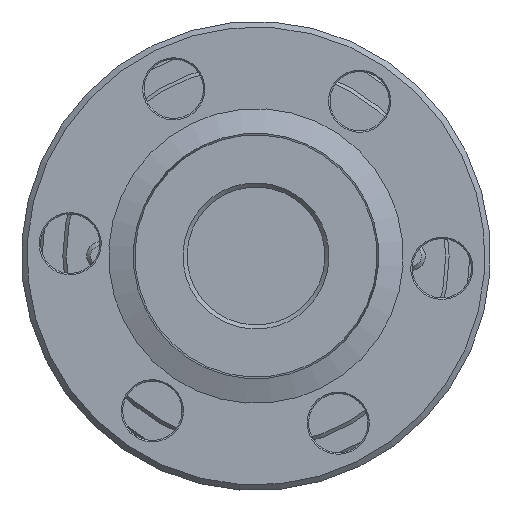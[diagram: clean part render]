
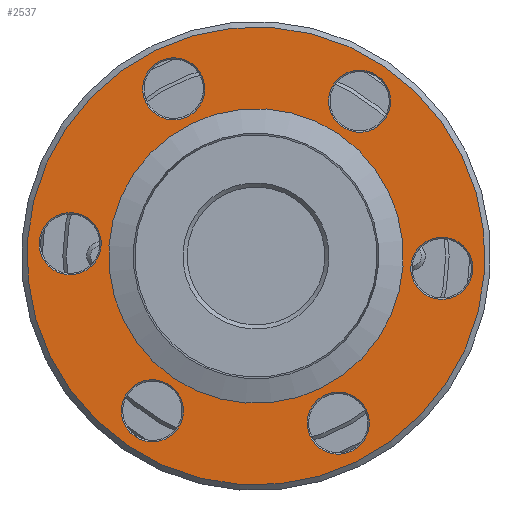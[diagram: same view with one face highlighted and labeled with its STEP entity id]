
A CAD part, front view. The second image highlights one B-rep face of the part: STEP entity #2537.
In plain terms, the highlighted planar face has unit normal (0, -1, 0).
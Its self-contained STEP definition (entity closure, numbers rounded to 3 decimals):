
#522=FACE_BOUND('',#843,.T.);
#523=FACE_BOUND('',#844,.T.);
#524=FACE_BOUND('',#845,.T.);
#525=FACE_BOUND('',#846,.T.);
#526=FACE_BOUND('',#847,.T.);
#527=FACE_BOUND('',#848,.T.);
#528=FACE_BOUND('',#849,.T.);
#658=FACE_OUTER_BOUND('',#842,.T.);
#842=EDGE_LOOP('',(#2107));
#843=EDGE_LOOP('',(#2108));
#844=EDGE_LOOP('',(#2109));
#845=EDGE_LOOP('',(#2110));
#846=EDGE_LOOP('',(#2111));
#847=EDGE_LOOP('',(#2112));
#848=EDGE_LOOP('',(#2113));
#849=EDGE_LOOP('',(#2114));
#981=CIRCLE('',#2808,16.6);
#982=CIRCLE('',#2809,2.25);
#983=CIRCLE('',#2810,10.68);
#984=CIRCLE('',#2811,2.25);
#985=CIRCLE('',#2812,2.25);
#986=CIRCLE('',#2813,2.25);
#987=CIRCLE('',#2814,2.25);
#988=CIRCLE('',#2815,2.25);
#1199=VERTEX_POINT('',#4235);
#1200=VERTEX_POINT('',#4237);
#1201=VERTEX_POINT('',#4239);
#1202=VERTEX_POINT('',#4241);
#1203=VERTEX_POINT('',#4243);
#1204=VERTEX_POINT('',#4245);
#1205=VERTEX_POINT('',#4247);
#1206=VERTEX_POINT('',#4249);
#1508=EDGE_CURVE('',#1199,#1199,#981,.T.);
#1509=EDGE_CURVE('',#1200,#1200,#982,.T.);
#1510=EDGE_CURVE('',#1201,#1201,#983,.T.);
#1511=EDGE_CURVE('',#1202,#1202,#984,.T.);
#1512=EDGE_CURVE('',#1203,#1203,#985,.T.);
#1513=EDGE_CURVE('',#1204,#1204,#986,.T.);
#1514=EDGE_CURVE('',#1205,#1205,#987,.T.);
#1515=EDGE_CURVE('',#1206,#1206,#988,.T.);
#2107=ORIENTED_EDGE('',*,*,#1508,.T.);
#2108=ORIENTED_EDGE('',*,*,#1509,.T.);
#2109=ORIENTED_EDGE('',*,*,#1510,.T.);
#2110=ORIENTED_EDGE('',*,*,#1511,.T.);
#2111=ORIENTED_EDGE('',*,*,#1512,.T.);
#2112=ORIENTED_EDGE('',*,*,#1513,.T.);
#2113=ORIENTED_EDGE('',*,*,#1514,.T.);
#2114=ORIENTED_EDGE('',*,*,#1515,.T.);
#2320=PLANE('',#2807);
#2537=ADVANCED_FACE('',(#658,#522,#523,#524,#525,#526,#527,#528),#2320,
 .F.);
#2807=AXIS2_PLACEMENT_3D('',#4234,#3473,#3474);
#2808=AXIS2_PLACEMENT_3D('',#4236,#3475,#3476);
#2809=AXIS2_PLACEMENT_3D('',#4238,#3477,#3478);
#2810=AXIS2_PLACEMENT_3D('',#4240,#3479,#3480);
#2811=AXIS2_PLACEMENT_3D('',#4242,#3481,#3482);
#2812=AXIS2_PLACEMENT_3D('',#4244,#3483,#3484);
#2813=AXIS2_PLACEMENT_3D('',#4246,#3485,#3486);
#2814=AXIS2_PLACEMENT_3D('',#4248,#3487,#3488);
#2815=AXIS2_PLACEMENT_3D('',#4250,#3489,#3490);
#3473=DIRECTION('center_axis',(0.,1.,0.));
#3474=DIRECTION('ref_axis',(-0.069,0.,-0.998));
#3475=DIRECTION('center_axis',(0.,-1.,0.));
#3476=DIRECTION('ref_axis',(-0.069,0.,-0.998));
#3477=DIRECTION('center_axis',(0.,1.,0.));
#3478=DIRECTION('ref_axis',(-0.069,0.,-0.998));
#3479=DIRECTION('center_axis',(0.,1.,0.));
#3480=DIRECTION('ref_axis',(-0.069,0.,-0.998));
#3481=DIRECTION('center_axis',(0.,1.,0.));
#3482=DIRECTION('ref_axis',(-0.069,0.,-0.998));
#3483=DIRECTION('center_axis',(0.,1.,0.));
#3484=DIRECTION('ref_axis',(-0.069,0.,-0.998));
#3485=DIRECTION('center_axis',(0.,1.,0.));
#3486=DIRECTION('ref_axis',(-0.069,0.,-0.998));
#3487=DIRECTION('center_axis',(0.,1.,0.));
#3488=DIRECTION('ref_axis',(-0.069,0.,-0.998));
#3489=DIRECTION('center_axis',(0.,1.,0.));
#3490=DIRECTION('ref_axis',(-0.069,0.,-0.998));
#4234=CARTESIAN_POINT('Origin',(0.736,-165.7,10.655));
#4235=CARTESIAN_POINT('',(1.144,-165.7,16.561));
#4236=CARTESIAN_POINT('Origin',(0.,-165.7,0.));
#4237=CARTESIAN_POINT('',(-15.715,-165.7,1.049));
#4238=CARTESIAN_POINT('Origin',(-13.47,-165.7,0.894));
#4239=CARTESIAN_POINT('',(0.736,-165.7,10.655));
#4240=CARTESIAN_POINT('Origin',(0.,-165.7,0.));
#4241=CARTESIAN_POINT('',(-8.206,-165.7,12.268));
#4242=CARTESIAN_POINT('Origin',(-5.961,-165.7,12.113));
#4243=CARTESIAN_POINT('',(5.265,-165.7,11.374));
#4244=CARTESIAN_POINT('Origin',(7.509,-165.7,11.219));
#4245=CARTESIAN_POINT('',(11.226,-165.7,-0.739));
#4246=CARTESIAN_POINT('Origin',(13.47,-165.7,-0.894));
#4247=CARTESIAN_POINT('',(3.717,-165.7,-11.957));
#4248=CARTESIAN_POINT('Origin',(5.961,-165.7,-12.113));
#4249=CARTESIAN_POINT('',(-9.754,-165.7,-11.064));
#4250=CARTESIAN_POINT('Origin',(-7.509,-165.7,-11.219));
